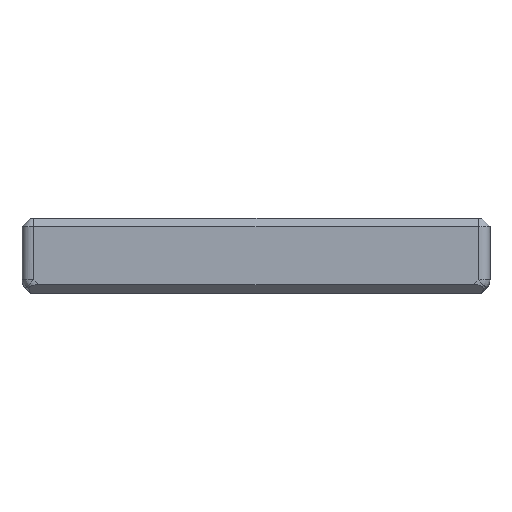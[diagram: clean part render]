
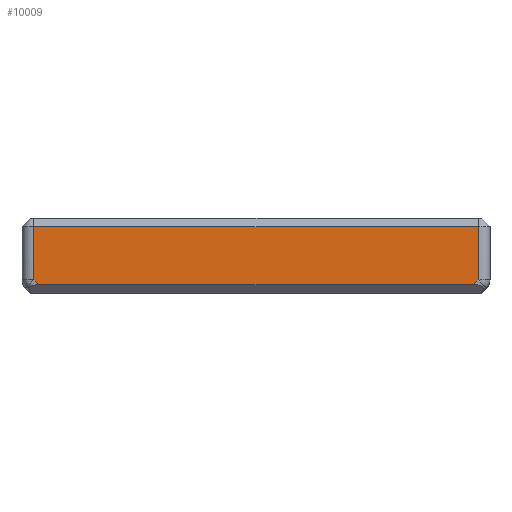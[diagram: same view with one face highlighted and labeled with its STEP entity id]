
A CAD part, front view. The second image highlights one B-rep face of the part: STEP entity #10009.
In plain terms, the highlighted free-form (B-spline) face has degree [1, 1] with [2, 2] control points.
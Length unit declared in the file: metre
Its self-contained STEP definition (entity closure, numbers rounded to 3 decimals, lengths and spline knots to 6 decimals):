
#43=LINE('',#12213,#740);
#135=LINE('',#12824,#832);
#740=VECTOR('',#10874,1.);
#832=VECTOR('',#11042,1.);
#1421=B_SPLINE_SURFACE_WITH_KNOTS('',1,1,((#12800,#12801),(#12802,#12803)),
 .PLANE_SURF.,.F.,.F.,.F.,(2,2),(2,2),(0.,1.),(0.,1.),.UNSPECIFIED.);
#1956=B_SPLINE_CURVE_WITH_KNOTS('',3,(#12804,#12805,#12806,#12807),
 .UNSPECIFIED.,.F.,.F.,(4,4),(0.,1.),.UNSPECIFIED.);
#1957=B_SPLINE_CURVE_WITH_KNOTS('',3,(#12810,#12811,#12812,#12813),
 .UNSPECIFIED.,.F.,.F.,(4,4),(0.,1.),.UNSPECIFIED.);
#1958=B_SPLINE_CURVE_WITH_KNOTS('',3,(#12814,#12815,#12816,#12817),
 .UNSPECIFIED.,.F.,.F.,(4,4),(0.,1.),.UNSPECIFIED.);
#1959=B_SPLINE_CURVE_WITH_KNOTS('',3,(#12819,#12820,#12821,#12822),
 .UNSPECIFIED.,.F.,.F.,(4,4),(0.,1.),.UNSPECIFIED.);
#2906=ORIENTED_EDGE('',*,*,#6114,.T.);
#2907=ORIENTED_EDGE('',*,*,#6115,.T.);
#2908=ORIENTED_EDGE('',*,*,#5943,.F.);
#2909=ORIENTED_EDGE('',*,*,#6116,.T.);
#2910=ORIENTED_EDGE('',*,*,#6117,.T.);
#2911=ORIENTED_EDGE('',*,*,#6118,.T.);
#5943=EDGE_CURVE('',#7549,#7550,#43,.T.);
#6114=EDGE_CURVE('',#7712,#7713,#1956,.T.);
#6115=EDGE_CURVE('',#7713,#7550,#1957,.T.);
#6116=EDGE_CURVE('',#7549,#7714,#1958,.T.);
#6117=EDGE_CURVE('',#7714,#7715,#1959,.T.);
#6118=EDGE_CURVE('',#7715,#7712,#135,.T.);
#7549=VERTEX_POINT('',#12214);
#7550=VERTEX_POINT('',#12215);
#7712=VERTEX_POINT('',#12808);
#7713=VERTEX_POINT('',#12809);
#7714=VERTEX_POINT('',#12818);
#7715=VERTEX_POINT('',#12823);
#8672=EDGE_LOOP('',(#2906,#2907,#2908,#2909,#2910,#2911));
#9294=FACE_BOUND('',#8672,.T.);
#10009=ADVANCED_FACE('',(#9294),#1421,.T.);
#10874=DIRECTION('',(-1.,0.,0.));
#11042=DIRECTION('',(-1.,0.,0.));
#12213=CARTESIAN_POINT('',(0.0513,-0.047276,0.0223));
#12214=CARTESIAN_POINT('',(0.036672,-0.047276,0.0223));
#12215=CARTESIAN_POINT('',(-0.036672,-0.047276,0.0223));
#12800=CARTESIAN_POINT('',(-0.04125,-0.047276,0.03259));
#12801=CARTESIAN_POINT('',(0.04125,-0.047276,0.03259));
#12802=CARTESIAN_POINT('',(-0.04125,-0.047276,0.02181));
#12803=CARTESIAN_POINT('',(0.04125,-0.047276,0.02181));
#12804=CARTESIAN_POINT('',(-0.0375,-0.047276,0.0321));
#12805=CARTESIAN_POINT('',(-0.0375,-0.047276,0.029109));
#12806=CARTESIAN_POINT('',(-0.0375,-0.047276,0.026119));
#12807=CARTESIAN_POINT('',(-0.0375,-0.047276,0.023128));
#12808=CARTESIAN_POINT('',(-0.0375,-0.047276,0.0321));
#12809=CARTESIAN_POINT('',(-0.0375,-0.047276,0.023128));
#12810=CARTESIAN_POINT('',(-0.0375,-0.047276,0.023128));
#12811=CARTESIAN_POINT('',(-0.037224,-0.047276,0.022852));
#12812=CARTESIAN_POINT('',(-0.036948,-0.047276,0.022576));
#12813=CARTESIAN_POINT('',(-0.036672,-0.047276,0.0223));
#12814=CARTESIAN_POINT('',(0.036672,-0.047276,0.0223));
#12815=CARTESIAN_POINT('',(0.036948,-0.047276,0.022576));
#12816=CARTESIAN_POINT('',(0.037224,-0.047276,0.022852));
#12817=CARTESIAN_POINT('',(0.0375,-0.047276,0.023128));
#12818=CARTESIAN_POINT('',(0.0375,-0.047276,0.023128));
#12819=CARTESIAN_POINT('',(0.0375,-0.047276,0.023128));
#12820=CARTESIAN_POINT('',(0.0375,-0.047276,0.026119));
#12821=CARTESIAN_POINT('',(0.0375,-0.047276,0.029109));
#12822=CARTESIAN_POINT('',(0.0375,-0.047276,0.0321));
#12823=CARTESIAN_POINT('',(0.0375,-0.047276,0.0321));
#12824=CARTESIAN_POINT('',(0.,-0.047276,0.0321));
